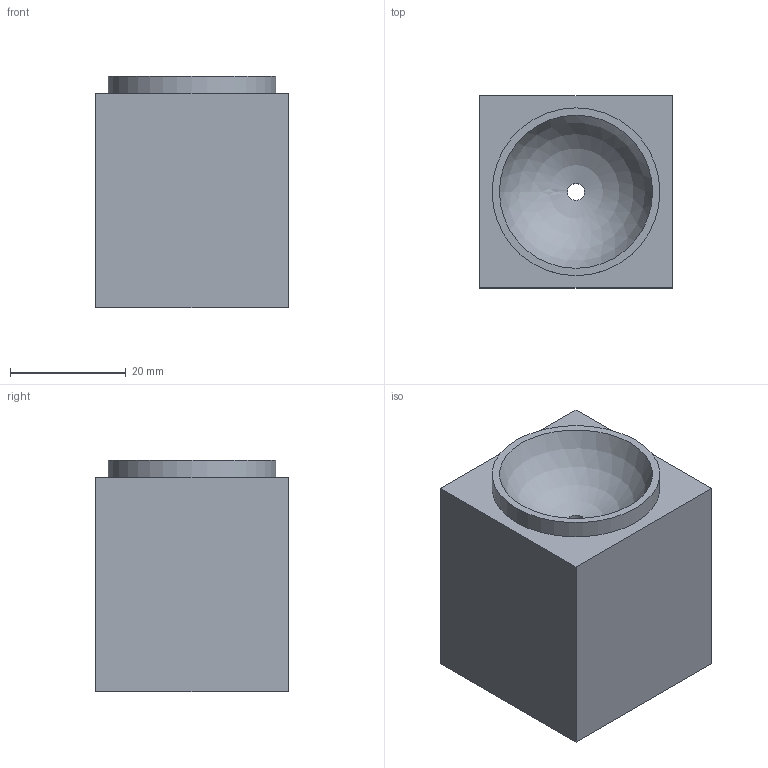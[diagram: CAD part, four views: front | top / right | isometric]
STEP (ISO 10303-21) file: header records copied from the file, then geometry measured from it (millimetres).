
FILE_DESCRIPTION(/* description */ (''),/* implementation_level */ '2;1');
FILE_NAME(/* name */ 'floating_ball_fixture_25.4mm v2.step',/* time_stamp */ '2020-08-19T15:25:11-07:00',/* author */ (''),/* organization */ (''),/* preprocessor_version */ 'ST-DEVELOPER v18.1',/* originating_system */ 'Autodesk Translation Framework v9.3.0.1241',/* authorisation */ '');
FILE_SCHEMA (('AUTOMOTIVE_DESIGN { 1 0 10303 214 3 1 1 }'));
Length unit declared in the file: millimetre
Products named in the file (1): floating_ball_fixture_25.4mm
Bounding box: 33.12 x 33.12 x 40 mm (x, y, z)
Volume: 38910.5 mm3; surface area: 8097.2 mm2
Topology: 1 solids, 1 shells, 16 faces, 30 edges, 19 vertices
Faces by surface type: plane 9, cylinder 4, cone 2, sphere 1
Full cylindrical faces by diameter (mm): 2.946 x1, 3.454 x1, 5.41 x1, 28.94 x1
Entity records: 453 total; most frequent: DIRECTION 76, CARTESIAN_POINT 66, ORIENTED_EDGE 60, EDGE_CURVE 30, AXIS2_PLACEMENT_3D 29, EDGE_LOOP 21, VERTEX_POINT 19, LINE 18
